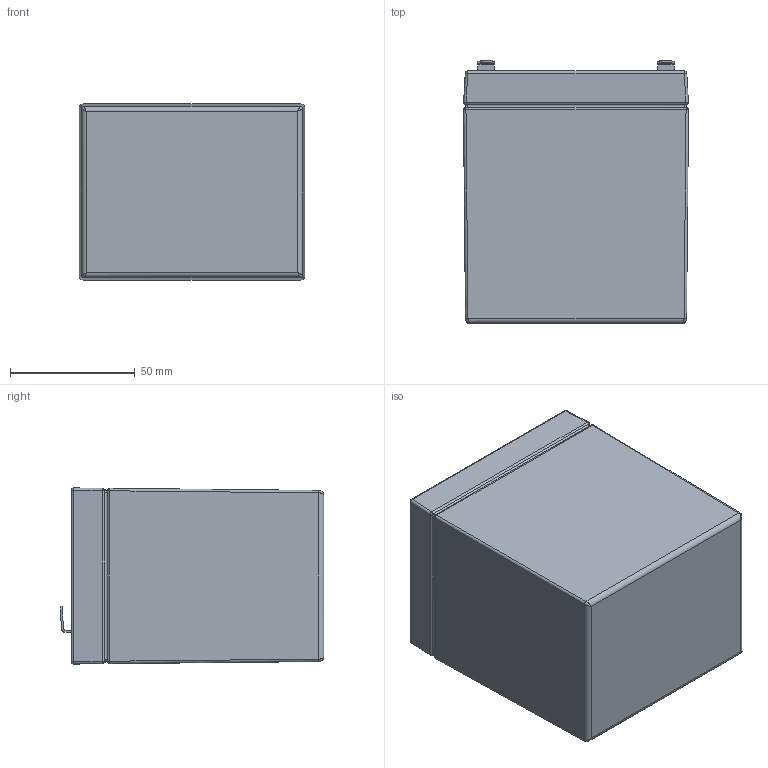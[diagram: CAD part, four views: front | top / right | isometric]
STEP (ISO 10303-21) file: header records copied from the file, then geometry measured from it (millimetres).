
FILE_DESCRIPTION(/* description */ ('Lead Acid Battery 12V 4,5Ah'),/* implementation_level */ '2;1');
FILE_NAME(/* name */ 'FG20451.stp',/* time_stamp */ '2020-01-10T00:33:13+01:00',/* author */ ('niki'),/* organization */ ('FGS'),/* preprocessor_version */ 'ST-DEVELOPER v18',/* originating_system */ 'Autodesk Inventor 2020',/* authorisation */ '');
FILE_SCHEMA (('AUTOMOTIVE_DESIGN { 1 0 10303 214 3 1 1 }'));
Length unit declared in the file: millimetre
Products named in the file (1): FG20451
Bounding box: 90.19 x 105.6 x 70.58 mm (x, y, z)
Volume: 628604.5 mm3; surface area: 44508.9 mm2
Topology: 3 solids, 3 shells, 150 faces, 348 edges, 194 vertices
Faces by surface type: cylinder 48, plane 46, bspline 36, sphere 20
Entity records: 4919 total; most frequent: CARTESIAN_POINT 1534, DIRECTION 722, ORIENTED_EDGE 672, EDGE_CURVE 336, AXIS2_PLACEMENT_3D 279, VERTEX_POINT 194, LINE 164, VECTOR 164
